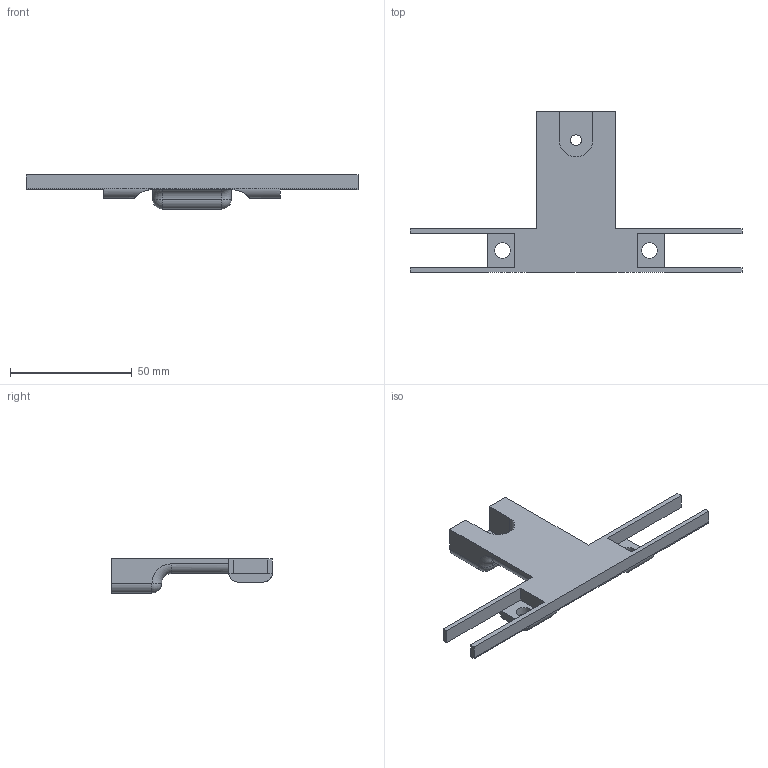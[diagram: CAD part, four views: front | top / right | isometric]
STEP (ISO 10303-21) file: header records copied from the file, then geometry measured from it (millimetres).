
FILE_DESCRIPTION (( 'STEP AP203' ), '1' );
FILE_NAME ('Forced_Rail_Slot_Default_sldprt.STEP', '2022-11-11T18:39:06', ( '' ), ( '' ), 'SwSTEP 2.0', 'SolidWorks 2022', '' );
FILE_SCHEMA (( 'CONFIG_CONTROL_DESIGN' ));
Length unit declared in the file: millimetre
Products named in the file (1): Forced_Rail_Slot_Default_sldprt
Bounding box: 136.37 x 66.1 x 14 mm (x, y, z)
Volume: 20387.7 mm3; surface area: 10876.1 mm2
Topology: 1 solids, 1 shells, 55 faces, 149 edges, 94 vertices
Faces by surface type: plane 32, cylinder 19, sphere 2, torus 2
Entity records: 1888 total; most frequent: CARTESIAN_POINT 403, ORIENTED_EDGE 294, DIRECTION 293, EDGE_CURVE 147, LINE 101, VECTOR 101, AXIS2_PLACEMENT_3D 96, VERTEX_POINT 94
